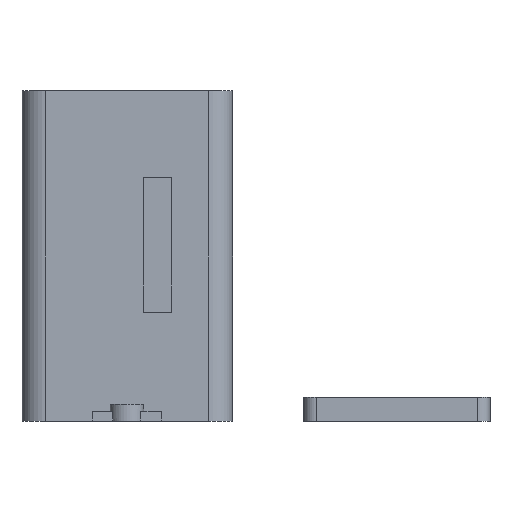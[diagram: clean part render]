
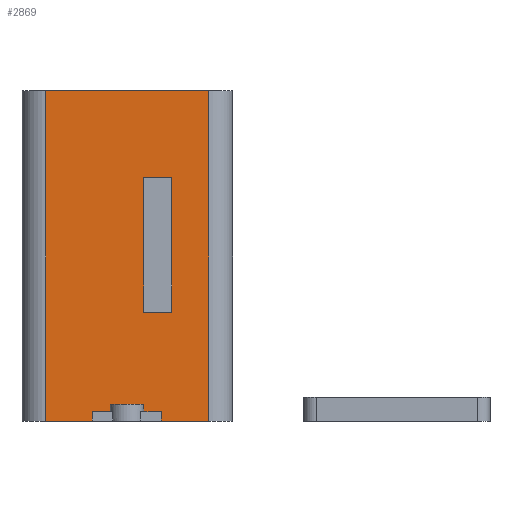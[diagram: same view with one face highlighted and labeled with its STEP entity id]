
A CAD part, left-side view. The second image highlights one B-rep face of the part: STEP entity #2869.
In plain terms, the highlighted planar face has unit normal (-1, 0, 0).
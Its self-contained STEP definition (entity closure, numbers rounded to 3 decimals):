
#100=FACE_BOUND('',#290,.T.);
#121=FACE_OUTER_BOUND('',#289,.T.);
#289=EDGE_LOOP('',(#2156,#2157,#2158,#2159));
#290=EDGE_LOOP('',(#2160,#2161,#2162,#2163));
#619=LINE('',#4418,#950);
#627=LINE('',#4435,#958);
#673=LINE('',#4583,#1004);
#674=LINE('',#4584,#1005);
#675=LINE('',#4587,#1006);
#676=LINE('',#4589,#1007);
#677=LINE('',#4591,#1008);
#678=LINE('',#4592,#1009);
#950=VECTOR('',#3508,10.);
#958=VECTOR('',#3520,1000.);
#1004=VECTOR('',#3628,10.);
#1005=VECTOR('',#3629,10.);
#1006=VECTOR('',#3630,1000.);
#1007=VECTOR('',#3631,10.);
#1008=VECTOR('',#3632,1000.);
#1009=VECTOR('',#3633,10.);
#1311=VERTEX_POINT('',#4411);
#1314=VERTEX_POINT('',#4416);
#1321=VERTEX_POINT('',#4434);
#1392=VERTEX_POINT('',#4582);
#1393=VERTEX_POINT('',#4585);
#1394=VERTEX_POINT('',#4586);
#1395=VERTEX_POINT('',#4588);
#1396=VERTEX_POINT('',#4590);
#1610=EDGE_CURVE('',#1314,#1311,#619,.T.);
#1618=EDGE_CURVE('',#1321,#1311,#627,.T.);
#1692=EDGE_CURVE('',#1314,#1392,#673,.T.);
#1693=EDGE_CURVE('',#1321,#1392,#674,.T.);
#1694=EDGE_CURVE('',#1393,#1394,#675,.T.);
#1695=EDGE_CURVE('',#1394,#1395,#676,.T.);
#1696=EDGE_CURVE('',#1395,#1396,#677,.T.);
#1697=EDGE_CURVE('',#1396,#1393,#678,.T.);
#2156=ORIENTED_EDGE('',*,*,#1610,.F.);
#2157=ORIENTED_EDGE('',*,*,#1692,.T.);
#2158=ORIENTED_EDGE('',*,*,#1693,.F.);
#2159=ORIENTED_EDGE('',*,*,#1618,.T.);
#2160=ORIENTED_EDGE('',*,*,#1694,.T.);
#2161=ORIENTED_EDGE('',*,*,#1695,.T.);
#2162=ORIENTED_EDGE('',*,*,#1696,.T.);
#2163=ORIENTED_EDGE('',*,*,#1697,.T.);
#2761=PLANE('',#3129);
#2869=ADVANCED_FACE('',(#121,#100),#2761,.T.);
#3129=AXIS2_PLACEMENT_3D('',#4581,#3626,#3627);
#3508=DIRECTION('',(0.,0.,-1.));
#3520=DIRECTION('',(0.,-1.,0.));
#3626=DIRECTION('center_axis',(-1.,0.,0.));
#3627=DIRECTION('ref_axis',(0.,0.,
-1.));
#3628=DIRECTION('',(0.,1.,0.));
#3629=DIRECTION('',(0.,0.,1.));
#3630=DIRECTION('',(0.,1.,0.));
#3631=DIRECTION('',(0.,0.,1.));
#3632=DIRECTION('',(0.,-1.,0.));
#3633=DIRECTION('',(0.,0.,-1.));
#4411=CARTESIAN_POINT('',(-36.245,-6.19,-1.605));
#4416=CARTESIAN_POINT('',(-36.245,-6.19,33.732));
#4418=CARTESIAN_POINT('',(-36.245,-6.19,6.28));
#4434=CARTESIAN_POINT('',(-36.245,11.282,-1.605));
#4435=CARTESIAN_POINT('',(-36.245,-1.203,-1.605));
#4581=CARTESIAN_POINT('Origin',(-36.245,-1.203,14.561));
#4582=CARTESIAN_POINT('',(-36.245,11.282,33.732));
#4583=CARTESIAN_POINT('',(-36.245,-6.2,33.732));
#4584=CARTESIAN_POINT('',(-36.245,11.282,6.28));
#4585=CARTESIAN_POINT('',(-36.245,-2.203,10.061));
#4586=CARTESIAN_POINT('',(-36.245,0.797,10.061));
#4587=CARTESIAN_POINT('',(-36.245,-2.203,10.061));
#4588=CARTESIAN_POINT('',(-36.245,0.797,24.442));
#4589=CARTESIAN_POINT('',(-36.245,0.797,12.311));
#4590=CARTESIAN_POINT('',(-36.245,-2.203,24.442));
#4591=CARTESIAN_POINT('',(-36.245,-0.703,24.442));
#4592=CARTESIAN_POINT('',(-36.245,-2.203,19.311));
